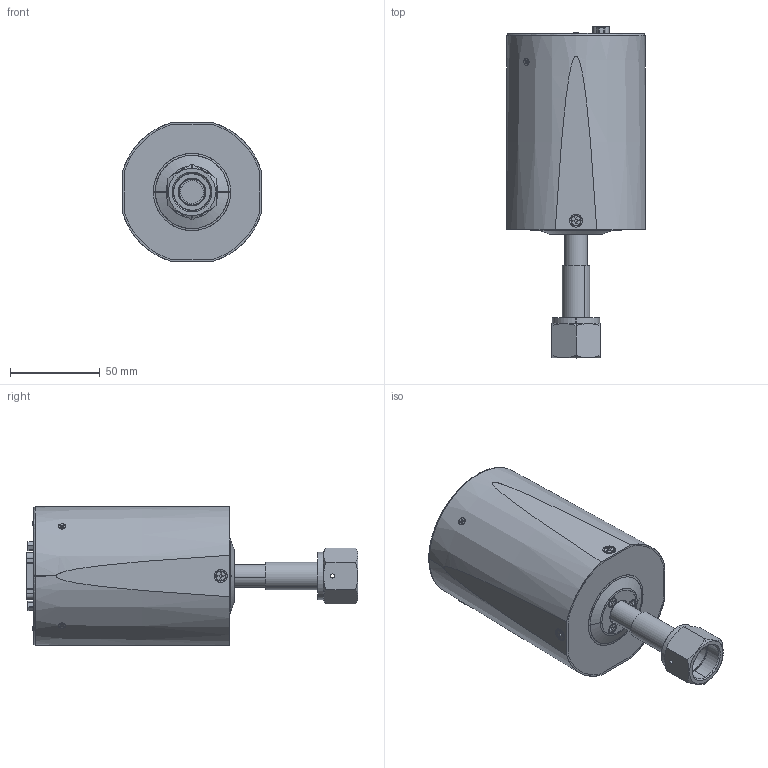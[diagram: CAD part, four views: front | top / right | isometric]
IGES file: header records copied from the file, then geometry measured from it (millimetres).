
Start section: SolidWorks IGES file using analytic representation for surfaces
Global section: file name: CMX-0-XXX-2-4.IGS; native system: SolidWorks 2017; preprocessor: SolidWorks 2017; author: CFehr; date: 170928.161629; units: inch
Bounding box: 77.44 x 184.95 x 77.44 mm (x, y, z)
Surface area: 54949 mm2 (no closed solid volume)
Topology: 0 solids, 0 shells, 548 faces, 8634 edges, 8630 vertices
Faces by surface type: bspline 369, revolution 179
